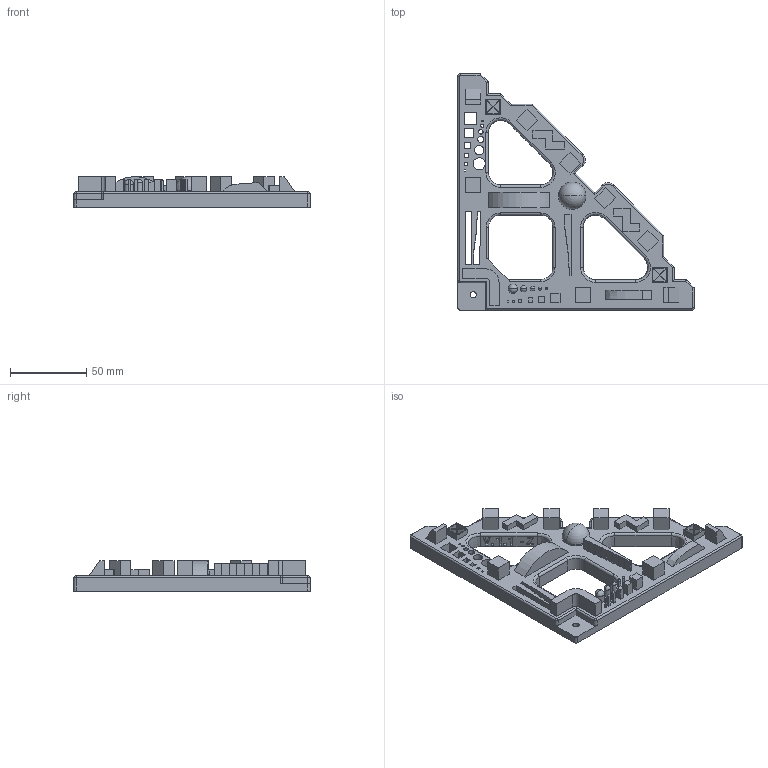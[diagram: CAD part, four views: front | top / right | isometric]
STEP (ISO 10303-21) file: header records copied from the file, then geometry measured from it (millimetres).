
FILE_DESCRIPTION(('FreeCAD Model'),'2;1');
FILE_NAME('shrenkel.step','2020-04-29T18:33:44',('Author'),(''), 'Open CASCADE STEP processor 6.8','FreeCAD','Unknown');
FILE_SCHEMA(('AUTOMOTIVE_DESIGN_CC2 { 1 2 10303 214 -1 1 5 4 }'));
Length unit declared in the file: millimetre
Products named in the file (1): Schenkel
Bounding box: 155 x 155 x 20 mm (x, y, z)
Volume: 121134.1 mm3; surface area: 42626.3 mm2
Topology: 1 solids, 1 shells, 409 faces, 1053 edges, 679 vertices
Faces by surface type: plane 301, cylinder 74, sphere 12, torus 11, cone 6, revolution 4, extrusion 1
Entity records: 35219 total; most frequent: CARTESIAN_POINT 14608, DIRECTION 3607, VECTOR 2398, LINE 2397, ORIENTED_EDGE 2082, PCURVE 2082, DEFINITIONAL_REPRESENTATION 2082, EDGE_CURVE 1041
